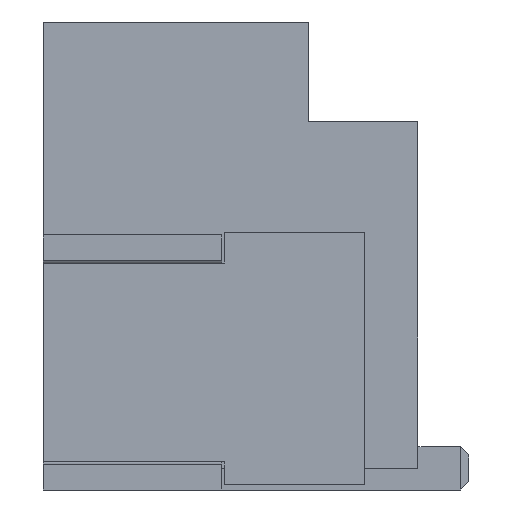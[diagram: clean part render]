
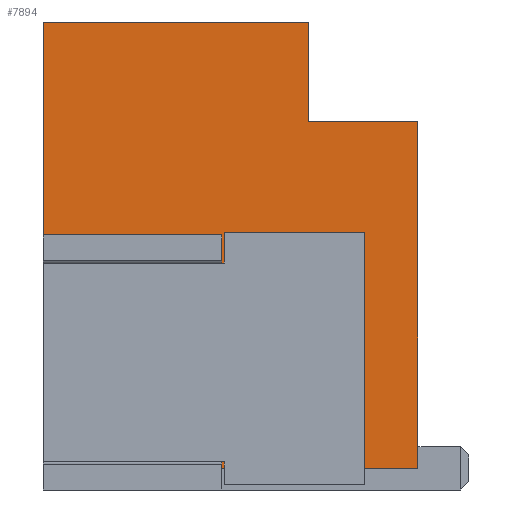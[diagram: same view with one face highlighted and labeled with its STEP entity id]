
A CAD part, left-side view. The second image highlights one B-rep face of the part: STEP entity #7894.
In plain terms, the highlighted planar face has unit normal (-1, 0, 0).
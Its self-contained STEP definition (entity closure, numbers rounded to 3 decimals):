
#704=ORIENTED_EDGE('',*,*,#2954,.F.);
#705=ORIENTED_EDGE('',*,*,#2851,.F.);
#706=ORIENTED_EDGE('',*,*,#2900,.F.);
#707=ORIENTED_EDGE('',*,*,#2947,.T.);
#708=ORIENTED_EDGE('',*,*,#2955,.T.);
#709=ORIENTED_EDGE('',*,*,#2889,.T.);
#710=ORIENTED_EDGE('',*,*,#2871,.T.);
#711=ORIENTED_EDGE('',*,*,#2853,.F.);
#712=ORIENTED_EDGE('',*,*,#2956,.T.);
#713=ORIENTED_EDGE('',*,*,#2957,.T.);
#2851=EDGE_CURVE('',#3998,#3999,#4758,.T.);
#2853=EDGE_CURVE('',#4000,#4001,#4760,.T.);
#2871=EDGE_CURVE('',#4017,#4001,#4778,.T.);
#2889=EDGE_CURVE('',#4034,#4017,#4796,.T.);
#2900=EDGE_CURVE('',#4044,#3998,#4807,.T.);
#2947=EDGE_CURVE('',#4044,#4077,#4854,.T.);
#2954=EDGE_CURVE('',#3999,#4081,#4861,.T.);
#2955=EDGE_CURVE('',#4077,#4034,#4862,.T.);
#2956=EDGE_CURVE('',#4000,#4082,#4863,.T.);
#2957=EDGE_CURVE('',#4082,#4081,#4864,.T.);
#3998=VERTEX_POINT('',#14072);
#3999=VERTEX_POINT('',#14074);
#4000=VERTEX_POINT('',#14076);
#4001=VERTEX_POINT('',#14078);
#4017=VERTEX_POINT('',#14115);
#4034=VERTEX_POINT('',#14153);
#4044=VERTEX_POINT('',#14174);
#4077=VERTEX_POINT('',#14257);
#4081=VERTEX_POINT('',#14272);
#4082=VERTEX_POINT('',#14275);
#4758=LINE('',#14073,#5639);
#4760=LINE('',#14077,#5641);
#4778=LINE('',#14114,#5659);
#4796=LINE('',#14152,#5677);
#4807=LINE('',#14175,#5688);
#4854=LINE('',#14258,#5735);
#4861=LINE('',#14271,#5742);
#4862=LINE('',#14273,#5743);
#4863=LINE('',#14274,#5744);
#4864=LINE('',#14276,#5745);
#5639=VECTOR('',#12206,1000.);
#5641=VECTOR('',#12208,1000.);
#5659=VECTOR('',#12232,1000.);
#5677=VECTOR('',#12256,1000.);
#5688=VECTOR('',#12269,1000.);
#5735=VECTOR('',#12322,1000.);
#5742=VECTOR('',#12335,1000.);
#5743=VECTOR('',#12336,1000.);
#5744=VECTOR('',#12337,1000.);
#5745=VECTOR('',#12338,1000.);
#6452=EDGE_LOOP('',(#704,#705,#706,#707,#708,#709,#710,#711,#712,#713));
#6959=FACE_BOUND('',#6452,.T.);
#7458=PLANE('',#11598);
#7894=ADVANCED_FACE('',(#6959),#7458,.T.);
#11598=AXIS2_PLACEMENT_3D('',#14270,#12333,#12334);
#12206=DIRECTION('',(0.,1.,0.));
#12208=DIRECTION('',(0.,1.,0.));
#12232=DIRECTION('',(0.,0.,-1.));
#12256=DIRECTION('',(0.,1.,0.));
#12269=DIRECTION('',(0.,0.,-1.));
#12322=DIRECTION('',(0.,1.,0.));
#12333=DIRECTION('',(-1.,0.,0.));
#12334=DIRECTION('',(0.,-1.,0.));
#12335=DIRECTION('',(0.,0.,1.));
#12336=DIRECTION('',(0.,0.,1.));
#12337=DIRECTION('',(0.,0.,1.));
#12338=DIRECTION('',(0.,-1.,0.));
#14072=CARTESIAN_POINT('',(-7.951,-1.384,0.216));
#14073=CARTESIAN_POINT('',(-7.951,-1.384,0.216));
#14074=CARTESIAN_POINT('',(-7.951,-0.851,0.216));
#14076=CARTESIAN_POINT('',(-7.951,0.546,0.216));
#14077=CARTESIAN_POINT('',(-7.951,-1.384,0.216));
#14078=CARTESIAN_POINT('',(-7.951,2.349,0.216));
#14114=CARTESIAN_POINT('',(-7.951,2.349,1.588));
#14115=CARTESIAN_POINT('',(-7.951,2.349,4.661));
#14152=CARTESIAN_POINT('',(-7.951,-1.384,4.661));
#14153=CARTESIAN_POINT('',(-7.951,-0.292,4.661));
#14174=CARTESIAN_POINT('',(-7.951,-1.384,3.67));
#14175=CARTESIAN_POINT('',(-7.951,-1.384,1.588));
#14257=CARTESIAN_POINT('',(-7.951,-0.292,3.67));
#14258=CARTESIAN_POINT('',(-7.951,-1.384,3.67));
#14270=CARTESIAN_POINT('',(-7.951,-1.384,1.588));
#14271=CARTESIAN_POINT('',(-7.951,-0.851,0.055));
#14272=CARTESIAN_POINT('',(-7.951,-0.851,2.569));
#14273=CARTESIAN_POINT('',(-7.951,-0.292,3.67));
#14274=CARTESIAN_POINT('',(-7.951,0.546,0.055));
#14275=CARTESIAN_POINT('',(-7.951,0.546,2.569));
#14276=CARTESIAN_POINT('',(-7.951,0.546,2.569));
